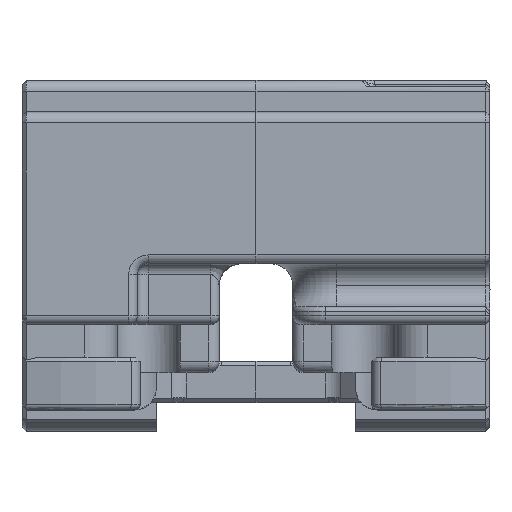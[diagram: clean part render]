
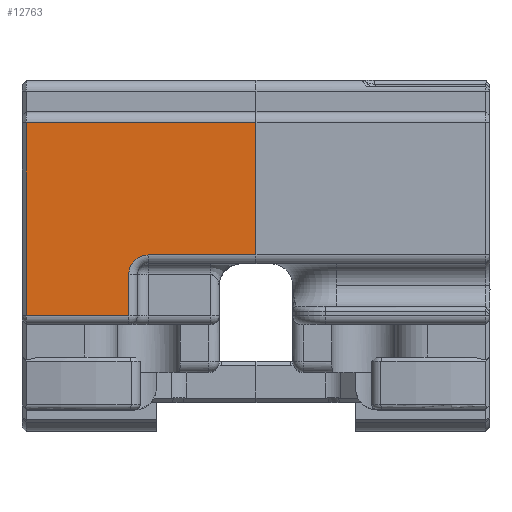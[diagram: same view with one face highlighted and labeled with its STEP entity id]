
A CAD part, top view. The second image highlights one B-rep face of the part: STEP entity #12763.
In plain terms, the highlighted planar face has unit normal (0, 0, 1).
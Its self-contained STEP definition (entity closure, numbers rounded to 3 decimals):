
#562=PLANE('',#13925);
#1391=FACE_OUTER_BOUND('',#2158,.T.);
#2158=EDGE_LOOP('',(#11047,#11048,#11049,#11050,#11051,#11052,#11053));
#3287=LINE('',#22562,#4519);
#3288=LINE('',#22565,#4520);
#3289=LINE('',#22567,#4521);
#3290=LINE('',#22569,#4522);
#3291=LINE('',#22571,#4523);
#3292=LINE('',#22574,#4524);
#4519=VECTOR('',#16956,10.);
#4520=VECTOR('',#16959,10.);
#4521=VECTOR('',#16960,10.);
#4522=VECTOR('',#16961,10.);
#4523=VECTOR('',#16962,10.);
#4524=VECTOR('',#16965,10.);
#5253=CIRCLE('',#13926,1.8);
#6285=VERTEX_POINT('',#22558);
#6286=VERTEX_POINT('',#22560);
#6287=VERTEX_POINT('',#22564);
#6288=VERTEX_POINT('',#22566);
#6289=VERTEX_POINT('',#22568);
#6290=VERTEX_POINT('',#22570);
#6291=VERTEX_POINT('',#22572);
#7941=EDGE_CURVE('',#6286,#6285,#3287,.T.);
#7942=EDGE_CURVE('',#6285,#6287,#3288,.T.);
#7943=EDGE_CURVE('',#6288,#6286,#3289,.T.);
#7944=EDGE_CURVE('',#6289,#6288,#3290,.T.);
#7945=EDGE_CURVE('',#6290,#6289,#3291,.T.);
#7946=EDGE_CURVE('',#6291,#6290,#5253,.T.);
#7947=EDGE_CURVE('',#6287,#6291,#3292,.T.);
#11047=ORIENTED_EDGE('',*,*,#7942,.F.);
#11048=ORIENTED_EDGE('',*,*,#7941,.F.);
#11049=ORIENTED_EDGE('',*,*,#7943,.F.);
#11050=ORIENTED_EDGE('',*,*,#7944,.F.);
#11051=ORIENTED_EDGE('',*,*,#7945,.F.);
#11052=ORIENTED_EDGE('',*,*,#7946,.F.);
#11053=ORIENTED_EDGE('',*,*,#7947,.F.);
#12763=ADVANCED_FACE('',(#1391),#562,.F.);
#13925=AXIS2_PLACEMENT_3D('',#22563,#16957,#16958);
#13926=AXIS2_PLACEMENT_3D('',#22573,#16963,#16964);
#16956=DIRECTION('',(1.,0.,0.));
#16957=DIRECTION('center_axis',(0.,0.,
-1.));
#16958=DIRECTION('ref_axis',(0.,1.,0.));
#16959=DIRECTION('',(0.,-1.,0.));
#16960=DIRECTION('',(0.,1.,0.));
#16961=DIRECTION('',(-1.,0.,0.));
#16962=DIRECTION('',(0.,-1.,0.));
#16963=DIRECTION('center_axis',(0.,0.,
1.));
#16964=DIRECTION('ref_axis',(-0.707,0.707,0.));
#16965=DIRECTION('',(-1.,0.,0.));
#22558=CARTESIAN_POINT('',(0.,26.4,27.747));
#22560=CARTESIAN_POINT('',(-21.2,26.4,27.747));
#22562=CARTESIAN_POINT('',(-10.,26.4,27.747));
#22563=CARTESIAN_POINT('Origin',(-20.,8.3,27.747));
#22564=CARTESIAN_POINT('',(0.,14.2,27.747));
#22565=CARTESIAN_POINT('',(0.,11.252,27.747));
#22566=CARTESIAN_POINT('',(-21.2,8.6,27.747));
#22567=CARTESIAN_POINT('',(-21.2,5.6,27.747));
#22568=CARTESIAN_POINT('',(-11.75,8.6,27.747));
#22569=CARTESIAN_POINT('',(-5.1,8.6,27.747));
#22570=CARTESIAN_POINT('',(-11.75,12.4,27.747));
#22571=CARTESIAN_POINT('',(-11.75,10.75,27.747));
#22572=CARTESIAN_POINT('',(-9.95,14.2,27.747));
#22573=CARTESIAN_POINT('Origin',(-9.95,12.4,27.747));
#22574=CARTESIAN_POINT('',(1.3,14.2,27.747));
